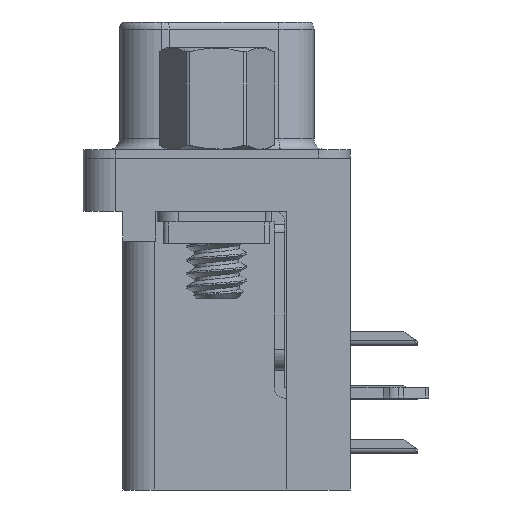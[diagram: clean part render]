
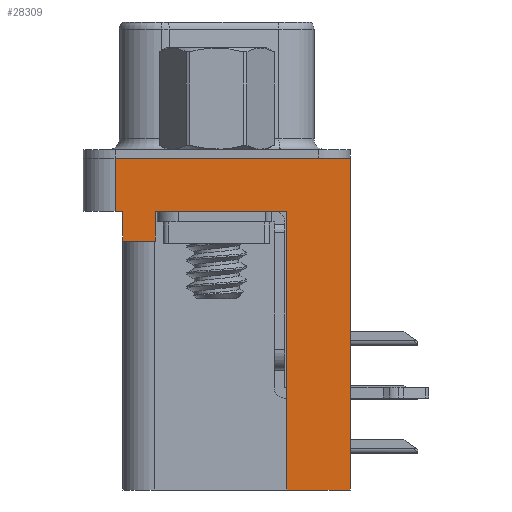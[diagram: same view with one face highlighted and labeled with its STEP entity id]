
A CAD part, left-side view. The second image highlights one B-rep face of the part: STEP entity #28309.
In plain terms, the highlighted planar face has unit normal (-1, 0, 0).
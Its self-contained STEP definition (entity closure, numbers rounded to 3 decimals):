
#149 = CARTESIAN_POINT ( 'NONE',  ( -2.935, 2.895, -2.5 ) ) ;
#571 = VECTOR ( 'NONE', #18927, 1000. ) ;
#987 = VECTOR ( 'NONE', #6545, 1000. ) ;
#1043 = VECTOR ( 'NONE', #18350, 1000. ) ;
#1456 = CARTESIAN_POINT ( 'NONE',  ( -2.935, -6.275, -15.6 ) ) ;
#1742 = VERTEX_POINT ( 'NONE', #149 ) ;
#1780 = LINE ( 'NONE', #6950, #23117 ) ;
#1824 = VERTEX_POINT ( 'NONE', #19440 ) ;
#1907 = CARTESIAN_POINT ( 'NONE',  ( -2.935, 4.425, -2.5 ) ) ;
#2263 = LINE ( 'NONE', #4248, #987 ) ;
#2291 = VERTEX_POINT ( 'NONE', #12709 ) ;
#2530 = CARTESIAN_POINT ( 'NONE',  ( -2.935, -6.275, 0. ) ) ;
#3085 = ORIENTED_EDGE ( 'NONE', *, *, #13135, .T. ) ;
#3876 = ORIENTED_EDGE ( 'NONE', *, *, #26322, .T. ) ;
#4109 = CARTESIAN_POINT ( 'NONE',  ( -2.935, 4.425, -3.9 ) ) ;
#4248 = CARTESIAN_POINT ( 'NONE',  ( -2.935, -6.275, -2.5 ) ) ;
#4779 = LINE ( 'NONE', #14061, #571 ) ;
#4791 = AXIS2_PLACEMENT_3D ( 'NONE', #12071, #21366, #9800 ) ;
#5101 = VERTEX_POINT ( 'NONE', #11508 ) ;
#5544 = CARTESIAN_POINT ( 'NONE',  ( -2.935, 2.895, -3.9 ) ) ;
#6545 = DIRECTION ( 'NONE',  ( 0., 0., 1. ) ) ;
#6598 = ORIENTED_EDGE ( 'NONE', *, *, #24980, .F. ) ;
#6950 = CARTESIAN_POINT ( 'NONE',  ( -2.935, -6.275, -2.5 ) ) ;
#7718 = DIRECTION ( 'NONE',  ( 0., -1., 0. ) ) ;
#7996 = CARTESIAN_POINT ( 'NONE',  ( -2.935, 4.425, -3.9 ) ) ;
#9105 = ORIENTED_EDGE ( 'NONE', *, *, #21236, .F. ) ;
#9800 = DIRECTION ( 'NONE',  ( 0., 0., 1. ) ) ;
#9914 = EDGE_LOOP ( 'NONE', ( #10953, #22546, #20911, #9105, #6598, #3085, #21542, #10538, #29739, #3876 ) ) ;
#10538 = ORIENTED_EDGE ( 'NONE', *, *, #19639, .F. ) ;
#10953 = ORIENTED_EDGE ( 'NONE', *, *, #15041, .F. ) ;
#11508 = CARTESIAN_POINT ( 'NONE',  ( -2.935, 4.425, -3.9 ) ) ;
#11806 = LINE ( 'NONE', #4109, #23270 ) ;
#12071 = CARTESIAN_POINT ( 'NONE',  ( -2.935, -6.275, -2.5 ) ) ;
#12143 = EDGE_CURVE ( 'NONE', #1824, #26782, #17326, .T. ) ;
#12232 = FACE_OUTER_BOUND ( 'NONE', #9914, .T. ) ;
#12709 = CARTESIAN_POINT ( 'NONE',  ( -2.935, -3.295, -2.5 ) ) ;
#13135 = EDGE_CURVE ( 'NONE', #29622, #1742, #25925, .T. ) ;
#13240 = DIRECTION ( 'NONE',  ( 0., 1., 0. ) ) ;
#14061 = CARTESIAN_POINT ( 'NONE',  ( -2.935, -6.275, -2.5 ) ) ;
#14415 = LINE ( 'NONE', #16706, #24229 ) ;
#14999 = CARTESIAN_POINT ( 'NONE',  ( -2.935, -3.295, -15.6 ) ) ;
#15041 = EDGE_CURVE ( 'NONE', #26782, #24125, #14415, .T. ) ;
#15071 = DIRECTION ( 'NONE',  ( 0., 0., 1. ) ) ;
#15353 = CARTESIAN_POINT ( 'NONE',  ( -2.935, 4.775, -2.5 ) ) ;
#16706 = CARTESIAN_POINT ( 'NONE',  ( -2.935, -6.275, 0. ) ) ;
#17135 = LINE ( 'NONE', #7996, #29468 ) ;
#17326 = LINE ( 'NONE', #15353, #24796 ) ;
#17353 = VECTOR ( 'NONE', #21524, 1000. ) ;
#17458 = VECTOR ( 'NONE', #13240, 1000. ) ;
#17722 = DIRECTION ( 'NONE',  ( 0., 0., 1. ) ) ;
#17778 = EDGE_CURVE ( 'NONE', #1742, #2291, #4779, .T. ) ;
#18350 = DIRECTION ( 'NONE',  ( 0., 0., 1. ) ) ;
#18927 = DIRECTION ( 'NONE',  ( 0., -1., 0. ) ) ;
#19440 = CARTESIAN_POINT ( 'NONE',  ( -2.935, 4.775, -2.5 ) ) ;
#19639 = EDGE_CURVE ( 'NONE', #21203, #2291, #22925, .T. ) ;
#20911 = ORIENTED_EDGE ( 'NONE', *, *, #26849, .T. ) ;
#21203 = VERTEX_POINT ( 'NONE', #14999 ) ;
#21236 = EDGE_CURVE ( 'NONE', #5101, #28103, #17135, .T. ) ;
#21366 = DIRECTION ( 'NONE',  ( -1., 0., 0. ) ) ;
#21524 = DIRECTION ( 'NONE',  ( 0., 0., 1. ) ) ;
#21542 = ORIENTED_EDGE ( 'NONE', *, *, #17778, .T. ) ;
#21926 = LINE ( 'NONE', #22062, #17458 ) ;
#22062 = CARTESIAN_POINT ( 'NONE',  ( -2.935, -3.295, -15.6 ) ) ;
#22479 = CARTESIAN_POINT ( 'NONE',  ( -2.935, -3.295, -15.6 ) ) ;
#22546 = ORIENTED_EDGE ( 'NONE', *, *, #12143, .F. ) ;
#22767 = DIRECTION ( 'NONE',  ( 0., -1., 0. ) ) ;
#22925 = LINE ( 'NONE', #22479, #1043 ) ;
#23117 = VECTOR ( 'NONE', #22767, 1000. ) ;
#23270 = VECTOR ( 'NONE', #25939, 1000. ) ;
#23372 = EDGE_CURVE ( 'NONE', #27817, #21203, #21926, .T. ) ;
#23619 = PLANE ( 'NONE',  #4791 ) ;
#24125 = VERTEX_POINT ( 'NONE', #2530 ) ;
#24229 = VECTOR ( 'NONE', #7718, 1000. ) ;
#24796 = VECTOR ( 'NONE', #15071, 1000. ) ;
#24904 = CARTESIAN_POINT ( 'NONE',  ( -2.935, 4.775, 0. ) ) ;
#24980 = EDGE_CURVE ( 'NONE', #29622, #5101, #11806, .T. ) ;
#24995 = CARTESIAN_POINT ( 'NONE',  ( -2.935, 2.895, -3.9 ) ) ;
#25925 = LINE ( 'NONE', #5544, #17353 ) ;
#25939 = DIRECTION ( 'NONE',  ( 0., 1., 0. ) ) ;
#26322 = EDGE_CURVE ( 'NONE', #27817, #24125, #2263, .T. ) ;
#26782 = VERTEX_POINT ( 'NONE', #24904 ) ;
#26849 = EDGE_CURVE ( 'NONE', #1824, #28103, #1780, .T. ) ;
#27817 = VERTEX_POINT ( 'NONE', #1456 ) ;
#28103 = VERTEX_POINT ( 'NONE', #1907 ) ;
#28309 = ADVANCED_FACE ( 'NONE', ( #12232 ), #23619, .T. ) ;
#29468 = VECTOR ( 'NONE', #17722, 1000. ) ;
#29622 = VERTEX_POINT ( 'NONE', #24995 ) ;
#29739 = ORIENTED_EDGE ( 'NONE', *, *, #23372, .F. ) ;
